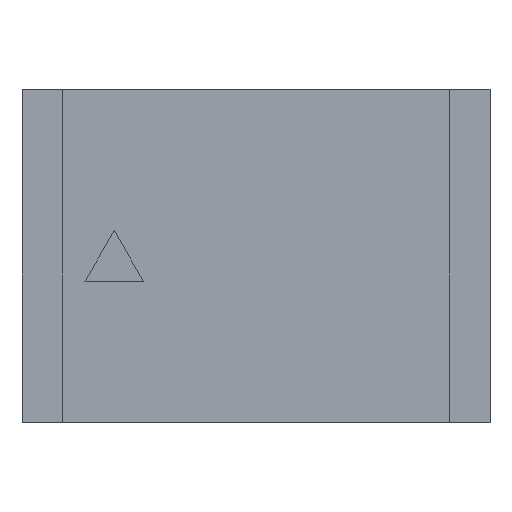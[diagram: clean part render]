
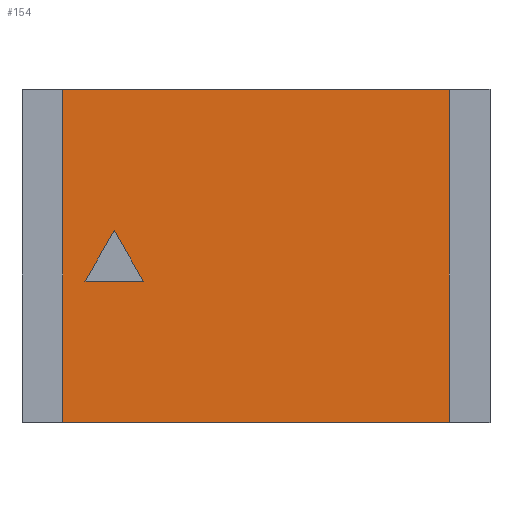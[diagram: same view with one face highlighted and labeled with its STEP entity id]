
A CAD part, top view. The second image highlights one B-rep face of the part: STEP entity #154.
In plain terms, the highlighted planar face has unit normal (0, 0, 1).
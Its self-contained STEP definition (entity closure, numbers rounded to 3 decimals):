
#154=ADVANCED_FACE('',(#304,#305),#306,.T.);
#304=FACE_BOUND('',#450,.T.);
#305=FACE_OUTER_BOUND('',#451,.T.);
#306=PLANE('',#452);
#450=EDGE_LOOP('',(#841,#842,#843));
#451=EDGE_LOOP('',(#844,#845,#846,#847));
#452=AXIS2_PLACEMENT_3D('',#848,#849,#850);
#841=ORIENTED_EDGE('',*,*,#892,.T.);
#842=ORIENTED_EDGE('',*,*,#899,.T.);
#843=ORIENTED_EDGE('',*,*,#896,.T.);
#844=ORIENTED_EDGE('',*,*,#980,.F.);
#845=ORIENTED_EDGE('',*,*,#925,.T.);
#846=ORIENTED_EDGE('',*,*,#983,.T.);
#847=ORIENTED_EDGE('',*,*,#954,.T.);
#848=CARTESIAN_POINT('',(-2.15,-1.85,0.65));
#849=DIRECTION('',(0.0,0.,1.0));
#850=DIRECTION('',(0.0,-1.0,0.));
#892=EDGE_CURVE('',#1072,#1073,#1074,.T.);
#896=EDGE_CURVE('',#1078,#1072,#1079,.T.);
#899=EDGE_CURVE('',#1073,#1078,#1082,.T.);
#925=EDGE_CURVE('',#1107,#1120,#1122,.T.);
#954=EDGE_CURVE('',#1166,#1164,#1167,.T.);
#980=EDGE_CURVE('',#1107,#1164,#1203,.T.);
#983=EDGE_CURVE('',#1120,#1166,#1207,.T.);
#1072=VERTEX_POINT('',#1344);
#1073=VERTEX_POINT('',#1345);
#1074=LINE('',#1346,#1347);
#1078=VERTEX_POINT('',#1353);
#1079=LINE('',#1354,#1355);
#1082=LINE('',#1359,#1360);
#1107=VERTEX_POINT('',#1396);
#1120=VERTEX_POINT('',#1416);
#1122=LINE('',#1419,#1420);
#1164=VERTEX_POINT('',#1482);
#1166=VERTEX_POINT('',#1485);
#1167=LINE('',#1486,#1487);
#1203=LINE('',#1541,#1542);
#1207=LINE('',#1547,#1548);
#1344=CARTESIAN_POINT('',(-1.575,0.281,0.65));
#1345=CARTESIAN_POINT('',(-1.25,-0.281,0.65));
#1346=CARTESIAN_POINT('',(-1.575,0.281,0.65));
#1347=VECTOR('',#1667,1.0);
#1353=CARTESIAN_POINT('',(-1.9,-0.281,0.65));
#1354=CARTESIAN_POINT('',(-1.9,-0.281,0.65));
#1355=VECTOR('',#1670,1.0);
#1359=CARTESIAN_POINT('',(-1.25,-0.281,0.65));
#1360=VECTOR('',#1672,1.0);
#1396=CARTESIAN_POINT('',(-2.15,-1.845,0.65));
#1416=CARTESIAN_POINT('',(2.15,-1.845,0.65));
#1419=CARTESIAN_POINT('',(-2.55,-1.845,0.65));
#1420=VECTOR('',#1692,1.0);
#1482=CARTESIAN_POINT('',(-2.15,1.845,0.65));
#1485=CARTESIAN_POINT('',(2.15,1.845,0.65));
#1486=CARTESIAN_POINT('',(2.55,1.845,0.65));
#1487=VECTOR('',#1714,1.0);
#1541=CARTESIAN_POINT('',(-2.15,-1.85,0.65));
#1542=VECTOR('',#1733,1.0);
#1547=CARTESIAN_POINT('',(2.15,-1.85,0.65));
#1548=VECTOR('',#1735,1.0);
#1667=DIRECTION('',(0.5,-0.866,0.));
#1670=DIRECTION('',(0.5,0.866,0.));
#1672=DIRECTION('',(-1.0,0.,0.));
#1692=DIRECTION('',(1.0,0.,0.));
#1714=DIRECTION('',(-1.0,0.,0.));
#1733=DIRECTION('',(0.,1.0,0.));
#1735=DIRECTION('',(0.,1.0,0.));
